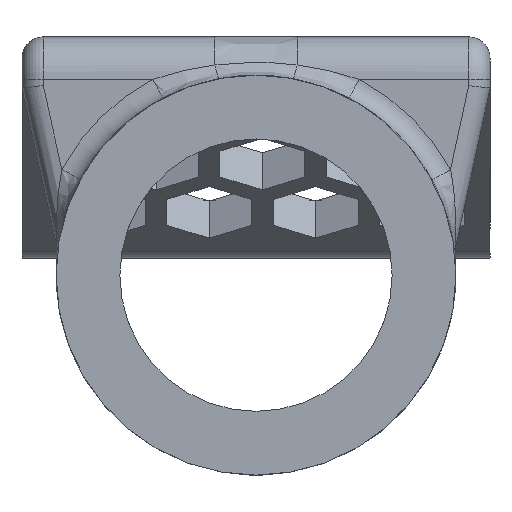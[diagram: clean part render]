
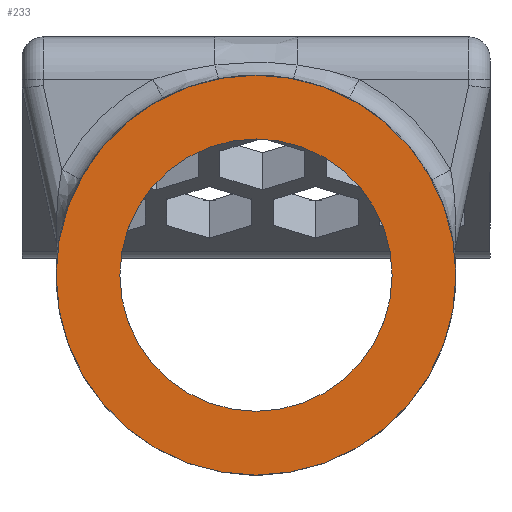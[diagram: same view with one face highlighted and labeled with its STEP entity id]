
A CAD part, front view. The second image highlights one B-rep face of the part: STEP entity #233.
In plain terms, the highlighted planar face has unit normal (0, -1, 0).
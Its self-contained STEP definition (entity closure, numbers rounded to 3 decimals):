
#233 = ADVANCED_FACE ( 'NONE', ( #7099, #5725 ), #4991, .F. ) ;
#252 = EDGE_LOOP ( 'NONE', ( #601, #990 ) ) ;
#601 = ORIENTED_EDGE ( 'NONE', *, *, #6837, .F. ) ;
#855 = CARTESIAN_POINT ( 'NONE',  ( 0., 0., 0. ) ) ;
#905 = ORIENTED_EDGE ( 'NONE', *, *, #3580, .T. ) ;
#990 = ORIENTED_EDGE ( 'NONE', *, *, #3692, .F. ) ;
#1078 = VERTEX_POINT ( 'NONE', #7523 ) ;
#1183 = DIRECTION ( 'NONE',  ( 0., 1., 0. ) ) ;
#1323 = CARTESIAN_POINT ( 'NONE',  ( 0., 0., 0. ) ) ;
#1513 = CIRCLE ( 'NONE', #2765, 47. ) ;
#1750 = AXIS2_PLACEMENT_3D ( 'NONE', #1323, #4352, #5185 ) ;
#2129 = VERTEX_POINT ( 'NONE', #4044 ) ;
#2144 = DIRECTION ( 'NONE',  ( 0., 0., 1. ) ) ;
#2148 = DIRECTION ( 'NONE',  ( 0., 0., 1. ) ) ;
#2601 = AXIS2_PLACEMENT_3D ( 'NONE', #7219, #8856, #2144 ) ;
#2657 = VERTEX_POINT ( 'NONE', #5795 ) ;
#2765 = AXIS2_PLACEMENT_3D ( 'NONE', #855, #4616, #8162 ) ;
#3354 = CARTESIAN_POINT ( 'NONE',  ( 0., 0., -32. ) ) ;
#3580 = EDGE_CURVE ( 'NONE', #9215, #1078, #5256, .T. ) ;
#3692 = EDGE_CURVE ( 'NONE', #2657, #2129, #1513, .T. ) ;
#4044 = CARTESIAN_POINT ( 'NONE',  ( 0., 0., -47. ) ) ;
#4352 = DIRECTION ( 'NONE',  ( 0., 1., 0. ) ) ;
#4616 = DIRECTION ( 'NONE',  ( 0., 1., 0. ) ) ;
#4899 = AXIS2_PLACEMENT_3D ( 'NONE', #9533, #1183, #9379 ) ;
#4991 = PLANE ( 'NONE',  #4899 ) ;
#5015 = CIRCLE ( 'NONE', #9423, 47. ) ;
#5099 = EDGE_LOOP ( 'NONE', ( #905, #5564 ) ) ;
#5185 = DIRECTION ( 'NONE',  ( 0., 0., 1. ) ) ;
#5211 = DIRECTION ( 'NONE',  ( 0., 1., 0. ) ) ;
#5256 = CIRCLE ( 'NONE', #2601, 32. ) ;
#5564 = ORIENTED_EDGE ( 'NONE', *, *, #7873, .T. ) ;
#5725 = FACE_OUTER_BOUND ( 'NONE', #252, .T. ) ;
#5795 = CARTESIAN_POINT ( 'NONE',  ( 0., 0., 47. ) ) ;
#6738 = CARTESIAN_POINT ( 'NONE',  ( 0., 0., 0. ) ) ;
#6837 = EDGE_CURVE ( 'NONE', #2129, #2657, #5015, .T. ) ;
#7099 = FACE_BOUND ( 'NONE', #5099, .T. ) ;
#7219 = CARTESIAN_POINT ( 'NONE',  ( 0., 0., 0. ) ) ;
#7394 = CIRCLE ( 'NONE', #1750, 32. ) ;
#7523 = CARTESIAN_POINT ( 'NONE',  ( 0., 0., 32. ) ) ;
#7873 = EDGE_CURVE ( 'NONE', #1078, #9215, #7394, .T. ) ;
#8162 = DIRECTION ( 'NONE',  ( 0., 0., 1. ) ) ;
#8856 = DIRECTION ( 'NONE',  ( 0., 1., 0. ) ) ;
#9215 = VERTEX_POINT ( 'NONE', #3354 ) ;
#9379 = DIRECTION ( 'NONE',  ( 0., 0., 1. ) ) ;
#9423 = AXIS2_PLACEMENT_3D ( 'NONE', #6738, #5211, #2148 ) ;
#9533 = CARTESIAN_POINT ( 'NONE',  ( 0., 0., 0. ) ) ;
